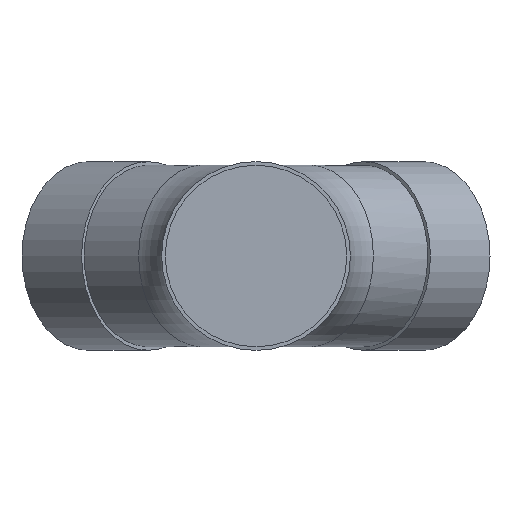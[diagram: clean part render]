
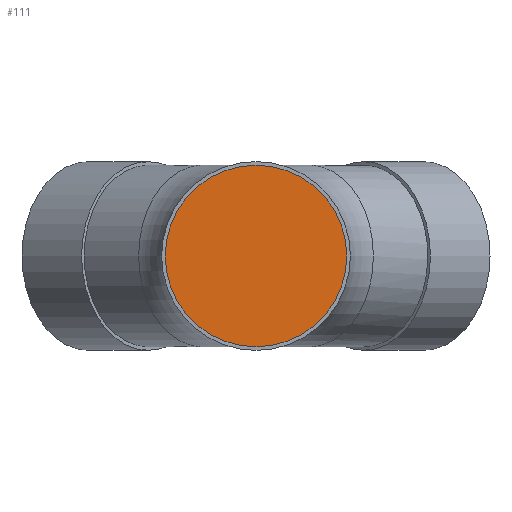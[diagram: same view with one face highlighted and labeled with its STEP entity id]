
A CAD part, front view. The second image highlights one B-rep face of the part: STEP entity #111.
In plain terms, the highlighted planar face has unit normal (0, -1, 0).
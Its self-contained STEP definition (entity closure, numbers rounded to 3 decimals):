
#111 = ADVANCED_FACE( '', ( #225 ), #226, .T. );
#225 = FACE_OUTER_BOUND( '', #329, .T. );
#226 = PLANE( '', #330 );
#329 = EDGE_LOOP( '', ( #478 ) );
#330 = AXIS2_PLACEMENT_3D( '', #479, #480, #481 );
#478 = ORIENTED_EDGE( '', *, *, #552, .T. );
#479 = CARTESIAN_POINT( '', ( 0., 40., 0. ) );
#480 = DIRECTION( '', ( 0., -1., 0. ) );
#481 = DIRECTION( '', ( 0., 0., -1. ) );
#552 = EDGE_CURVE( '', #629, #629, #630, .T. );
#629 = VERTEX_POINT( '', #809 );
#630 = CIRCLE( '', #810, 45. );
#809 = CARTESIAN_POINT( '', ( 0., 40., -45. ) );
#810 = AXIS2_PLACEMENT_3D( '', #889, #890, #891 );
#889 = CARTESIAN_POINT( '', ( 0., 40., 0. ) );
#890 = DIRECTION( '', ( 0., -1., 0. ) );
#891 = DIRECTION( '', ( 0., 0., -1. ) );
